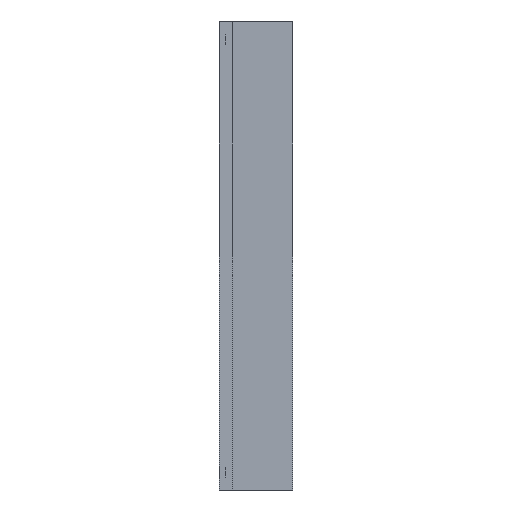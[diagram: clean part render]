
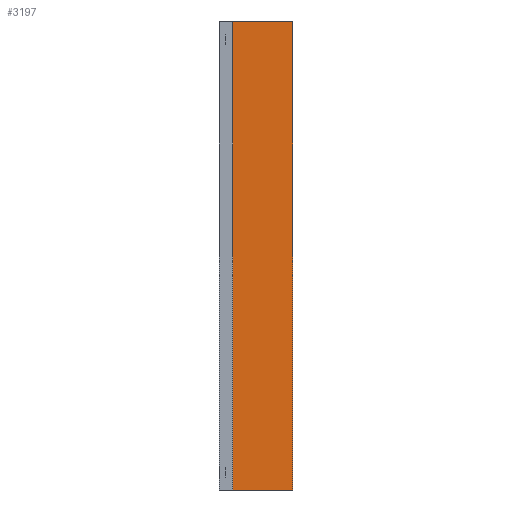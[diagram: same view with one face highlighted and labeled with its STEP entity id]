
A CAD part, left-side view. The second image highlights one B-rep face of the part: STEP entity #3197.
In plain terms, the highlighted planar face has unit normal (-1, 0, 0).
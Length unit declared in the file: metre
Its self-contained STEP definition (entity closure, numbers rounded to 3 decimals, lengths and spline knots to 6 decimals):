
#194=ORIENTED_EDGE('',*,*,#1082,.T.);
#195=ORIENTED_EDGE('',*,*,#1083,.F.);
#196=ORIENTED_EDGE('',*,*,#1084,.F.);
#197=ORIENTED_EDGE('',*,*,#1081,.T.);
#1081=EDGE_CURVE('',#1517,#1522,#1820,.T.);
#1082=EDGE_CURVE('',#1522,#1523,#1821,.T.);
#1083=EDGE_CURVE('',#1524,#1523,#1822,.T.);
#1084=EDGE_CURVE('',#1517,#1524,#1823,.T.);
#1517=VERTEX_POINT('',#4634);
#1522=VERTEX_POINT('',#4643);
#1523=VERTEX_POINT('',#4647);
#1524=VERTEX_POINT('',#4649);
#1820=LINE('',#4644,#2213);
#1821=LINE('',#4646,#2214);
#1822=LINE('',#4648,#2215);
#1823=LINE('',#4650,#2216);
#2213=VECTOR('',#3740,1.);
#2214=VECTOR('',#3743,1.);
#2215=VECTOR('',#3744,1.);
#2216=VECTOR('',#3745,1.);
#2579=EDGE_LOOP('',(#194,#195,#196,#197));
#2814=FACE_BOUND('',#2579,.T.);
#3043=PLANE('',#3420);
#3197=ADVANCED_FACE('',(#2814),#3043,.F.);
#3420=AXIS2_PLACEMENT_3D('',#4645,#3741,#3742);
#3740=DIRECTION('',(0.,1.,0.));
#3741=DIRECTION('',(1.,0.,0.));
#3742=DIRECTION('',(0.,1.,0.));
#3743=DIRECTION('',(0.,0.,-1.));
#3744=DIRECTION('',(0.,1.,0.));
#3745=DIRECTION('',(0.,0.,-1.));
#4634=CARTESIAN_POINT('',(-0.048053,-0.011,0.018894));
#4643=CARTESIAN_POINT('',(-0.048053,-0.002,0.018894));
#4644=CARTESIAN_POINT('',(-0.048053,-0.009,0.018894));
#4645=CARTESIAN_POINT('',(-0.048053,-0.009,-0.016062));
#4646=CARTESIAN_POINT('',(-0.048053,-0.002,-0.016062));
#4647=CARTESIAN_POINT('',(-0.048053,-0.002,-0.051019));
#4648=CARTESIAN_POINT('',(-0.048053,-0.009,-0.051019));
#4649=CARTESIAN_POINT('',(-0.048053,-0.011,-0.051019));
#4650=CARTESIAN_POINT('',(-0.048053,-0.011,-0.016062));
